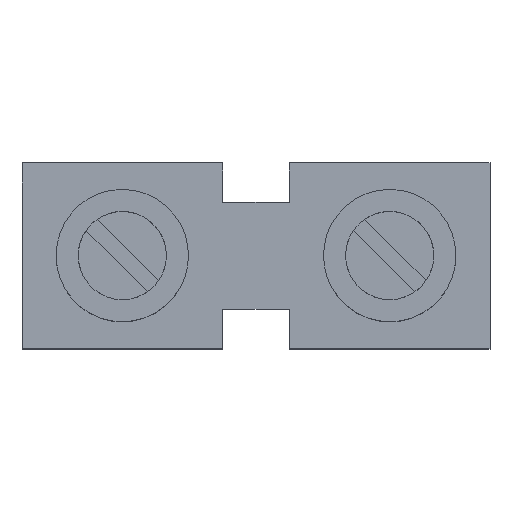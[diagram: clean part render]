
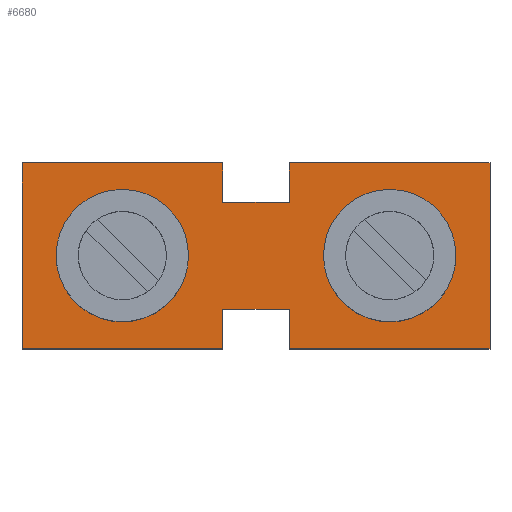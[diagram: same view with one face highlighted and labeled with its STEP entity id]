
A CAD part, top view. The second image highlights one B-rep face of the part: STEP entity #6680.
In plain terms, the highlighted face is planar.
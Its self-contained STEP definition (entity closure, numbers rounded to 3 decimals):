
#100=CARTESIAN_POINT('',(71.227,43.832,
-1.6));
#110=VERTEX_POINT('',#100);
#280=CARTESIAN_POINT('',(71.227,43.832,13.4));
#290=VERTEX_POINT('',#280);
#320=CARTESIAN_POINT('',(71.227,43.832,0.));
#330=DIRECTION('',(0.,0.,-1.));
#340=VECTOR('',#330,1.);
#350=LINE('',#320,#340);
#360=EDGE_CURVE('',#290,#110,#350,.T.);
#1340=CARTESIAN_POINT('',(71.227,43.832,33.4));
#1350=VERTEX_POINT('',#1340);
#1380=CARTESIAN_POINT('',(71.227,43.832,18.4));
#1390=VERTEX_POINT('',#1380);
#1400=EDGE_CURVE('',#1350,#1390,#350,.T.);
#2340=CARTESIAN_POINT('',(68.277,43.832,13.4));
#2350=VERTEX_POINT('',#2340);
#2380=CARTESIAN_POINT('',(0.,43.832,13.4));
#2390=DIRECTION('',(-1.,0.,0.));
#2400=VECTOR('',#2390,1.);
#2410=LINE('',#2380,#2400);
#2420=EDGE_CURVE('',#290,#2350,#2410,.T.);
#2670=CARTESIAN_POINT('',(68.277,43.832,18.4));
#2680=VERTEX_POINT('',#2670);
#2710=CARTESIAN_POINT('',(68.277,43.832,0.));
#2720=DIRECTION('',(0.,0.,1.));
#2730=VECTOR('',#2720,1.);
#2740=LINE('',#2710,#2730);
#2750=EDGE_CURVE('',#2350,#2680,#2740,.T.);
#3090=CARTESIAN_POINT('',(0.,43.832,18.4));
#3100=DIRECTION('',(1.,0.,0.));
#3110=VECTOR('',#3100,1.);
#3120=LINE('',#3090,#3110);
#3130=EDGE_CURVE('',#2680,#1390,#3120,.T.);
#3440=CARTESIAN_POINT('',(57.327,43.832,13.4));
#3450=VERTEX_POINT('',#3440);
#3480=CARTESIAN_POINT('',(0.,43.832,13.4));
#3490=DIRECTION('',(-1.,0.,0.));
#3500=VECTOR('',#3490,1.);
#3510=LINE('',#3480,#3500);
#3520=CARTESIAN_POINT('',(60.277,43.832,13.4));
#3530=VERTEX_POINT('',#3520);
#3540=EDGE_CURVE('',#3530,#3450,#3510,.T.);
#3940=CARTESIAN_POINT('',(60.277,43.832,0.));
#3950=DIRECTION('',(0.,0.,-1.));
#3960=VECTOR('',#3950,1.);
#3970=LINE('',#3940,#3960);
#3980=CARTESIAN_POINT('',(60.277,43.832,18.4));
#3990=VERTEX_POINT('',#3980);
#4000=EDGE_CURVE('',#3990,#3530,#3970,.T.);
#4560=CARTESIAN_POINT('',(0.,43.832,18.4));
#4570=DIRECTION('',(1.,0.,0.));
#4580=VECTOR('',#4570,1.);
#4590=LINE('',#4560,#4580);
#4600=CARTESIAN_POINT('',(57.327,43.832,18.4));
#4610=VERTEX_POINT('',#4600);
#4620=EDGE_CURVE('',#4610,#3990,#4590,.T.);
#4960=CARTESIAN_POINT('',(0.,43.832,-1.6));
#4970=DIRECTION('',(1.,0.,0.));
#4980=VECTOR('',#4970,1.);
#4990=LINE('',#4960,#4980);
#5000=CARTESIAN_POINT('',(57.327,43.832,
-1.6));
#5010=VERTEX_POINT('',#5000);
#5020=EDGE_CURVE('',#5010,#110,#4990,.T.);
#6060=CARTESIAN_POINT('',(60.527,43.832,-21.6));
#6070=DIRECTION('',(-0.,1.,0.));
#6080=DIRECTION('',(1.,0.,0.));
#6090=AXIS2_PLACEMENT_3D('',#6060,#6070,#6080);
#6100=PLANE('',#6090);
#6110=CARTESIAN_POINT('',(64.277,43.832,25.9));
#6120=DIRECTION('',(0.,1.,0.));
#6130=DIRECTION('',(1.,0.,0.));
#6140=AXIS2_PLACEMENT_3D('',#6110,#6120,#6130);
#6150=CIRCLE('',#6140,3.);
#6160=CARTESIAN_POINT('',(67.277,43.832,25.9));
#6170=VERTEX_POINT('',#6160);
#6180=CARTESIAN_POINT('',(61.277,43.832,25.9));
#6190=VERTEX_POINT('',#6180);
#6200=EDGE_CURVE('',#6170,#6190,#6150,.T.);
#6210=ORIENTED_EDGE('',*,*,#6200,.F.);
#6220=EDGE_CURVE('',#6190,#6170,#6150,.T.);
#6230=ORIENTED_EDGE('',*,*,#6220,.F.);
#6240=EDGE_LOOP('',(#6230,#6210));
#6250=FACE_BOUND('',#6240,.T.);
#6260=CARTESIAN_POINT('',(64.277,43.832,
5.9));
#6270=DIRECTION('',(0.,1.,0.));
#6280=DIRECTION('',(1.,0.,0.));
#6290=AXIS2_PLACEMENT_3D('',#6260,#6270,#6280);
#6300=CIRCLE('',#6290,3.);
#6310=CARTESIAN_POINT('',(67.277,43.832,
5.9));
#6320=VERTEX_POINT('',#6310);
#6330=CARTESIAN_POINT('',(61.277,43.832,
5.9));
#6340=VERTEX_POINT('',#6330);
#6350=EDGE_CURVE('',#6320,#6340,#6300,.T.);
#6360=ORIENTED_EDGE('',*,*,#6350,.F.);
#6370=EDGE_CURVE('',#6340,#6320,#6300,.T.);
#6380=ORIENTED_EDGE('',*,*,#6370,.F.);
#6390=EDGE_LOOP('',(#6380,#6360));
#6400=FACE_BOUND('',#6390,.T.);
#6410=ORIENTED_EDGE('',*,*,#360,.T.);
#6420=ORIENTED_EDGE('',*,*,#2420,.F.);
#6430=ORIENTED_EDGE('',*,*,#2750,.F.);
#6440=ORIENTED_EDGE('',*,*,#3130,.F.);
#6450=ORIENTED_EDGE('',*,*,#1400,.T.);
#6460=CARTESIAN_POINT('',(0.,43.832,33.4));
#6470=DIRECTION('',(-1.,0.,0.));
#6480=VECTOR('',#6470,1.);
#6490=LINE('',#6460,#6480);
#6500=CARTESIAN_POINT('',(57.327,43.832,33.4));
#6510=VERTEX_POINT('',#6500);
#6520=EDGE_CURVE('',#1350,#6510,#6490,.T.);
#6530=ORIENTED_EDGE('',*,*,#6520,.F.);
#6540=CARTESIAN_POINT('',(57.327,43.832,0.));
#6550=DIRECTION('',(0.,0.,-1.));
#6560=VECTOR('',#6550,1.);
#6570=LINE('',#6540,#6560);
#6580=EDGE_CURVE('',#6510,#4610,#6570,.T.);
#6590=ORIENTED_EDGE('',*,*,#6580,.F.);
#6600=ORIENTED_EDGE('',*,*,#4620,.F.);
#6610=ORIENTED_EDGE('',*,*,#4000,.F.);
#6620=ORIENTED_EDGE('',*,*,#3540,.F.);
#6630=EDGE_CURVE('',#3450,#5010,#6570,.T.);
#6640=ORIENTED_EDGE('',*,*,#6630,.F.);
#6650=ORIENTED_EDGE('',*,*,#5020,.F.);
#6660=EDGE_LOOP('',(#6650,#6640,#6620,#6610,#6600,#6590,#6530,#6450,
#6440,#6430,#6420,#6410));
#6670=FACE_OUTER_BOUND('',#6660,.T.);
#6680=ADVANCED_FACE('',(#6250,#6400,#6670),#6100,.T.);
